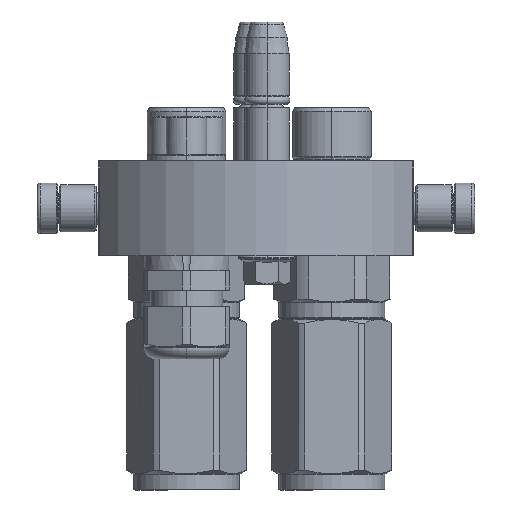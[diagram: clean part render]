
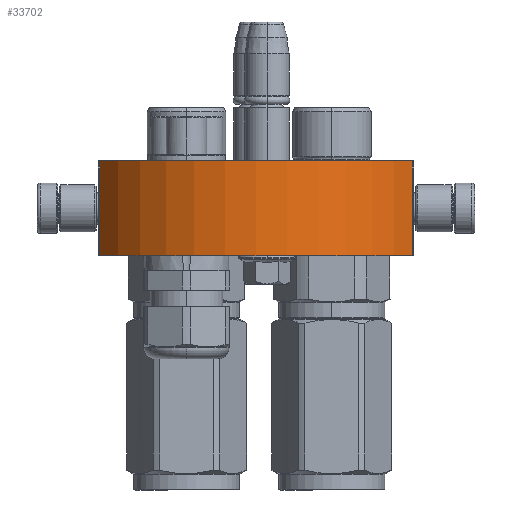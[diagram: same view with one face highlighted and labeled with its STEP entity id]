
A CAD part, left-side view. The second image highlights one B-rep face of the part: STEP entity #33702.
In plain terms, the highlighted cylindrical face has radius 57.25 mm (diameter 114.5 mm), a partial arc.
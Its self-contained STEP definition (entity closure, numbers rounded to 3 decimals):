
#2386 = VERTEX_POINT ( 'NONE', #2866 ) ;
#2866 = CARTESIAN_POINT ( 'NONE',  ( -49.5, 0., -28.763 ) ) ;
#2994 = FACE_OUTER_BOUND ( 'NONE', #39087, .T. ) ;
#7690 = LINE ( 'NONE', #27408, #16129 ) ;
#9658 = CYLINDRICAL_SURFACE ( 'NONE', #68343, 57.25 ) ;
#9831 = EDGE_CURVE ( 'NONE', #64338, #36309, #7690, .T. ) ;
#10922 = DIRECTION ( 'NONE',  ( 0., 1., 0. ) ) ;
#15151 = DIRECTION ( 'NONE',  ( 0., -1., 0. ) ) ;
#16129 = VECTOR ( 'NONE', #32340, 1000. ) ;
#16293 = CARTESIAN_POINT ( 'NONE',  ( 49.5, 0., -28.763 ) ) ;
#19414 = ORIENTED_EDGE ( 'NONE', *, *, #9831, .F. ) ;
#19777 = AXIS2_PLACEMENT_3D ( 'NONE', #29696, #19849, #40425 ) ;
#19849 = DIRECTION ( 'NONE',  ( 0., 1., 0. ) ) ;
#20263 = EDGE_CURVE ( 'NONE', #64338, #2386, #58931, .T. ) ;
#20762 = CARTESIAN_POINT ( 'NONE',  ( 0., 0., 0. ) ) ;
#22956 = EDGE_CURVE ( 'NONE', #36309, #55421, #27485, .T. ) ;
#27408 = CARTESIAN_POINT ( 'NONE',  ( 49.5, 0., -28.763 ) ) ;
#27485 = CIRCLE ( 'NONE', #19777, 57.25 ) ;
#29696 = CARTESIAN_POINT ( 'NONE',  ( 0., 30., 0. ) ) ;
#32260 = VECTOR ( 'NONE', #57111, 1000. ) ;
#32340 = DIRECTION ( 'NONE',  ( 0., 1., 0. ) ) ;
#33702 = ADVANCED_FACE ( 'NONE', ( #2994 ), #9658, .T. ) ;
#36309 = VERTEX_POINT ( 'NONE', #50208 ) ;
#39087 = EDGE_LOOP ( 'NONE', ( #53990, #19414, #59898, #52334 ) ) ;
#40425 = DIRECTION ( 'NONE',  ( 0.865, 0., -0.502 ) ) ;
#44727 = LINE ( 'NONE', #62214, #32260 ) ;
#48367 = DIRECTION ( 'NONE',  ( 0.865, 0., -0.502 ) ) ;
#50208 = CARTESIAN_POINT ( 'NONE',  ( 49.5, 30., -28.763 ) ) ;
#52334 = ORIENTED_EDGE ( 'NONE', *, *, #53283, .T. ) ;
#52525 = DIRECTION ( 'NONE',  ( 1., 0., 0. ) ) ;
#53283 = EDGE_CURVE ( 'NONE', #2386, #55421, #44727, .T. ) ;
#53990 = ORIENTED_EDGE ( 'NONE', *, *, #22956, .F. ) ;
#55421 = VERTEX_POINT ( 'NONE', #65286 ) ;
#57111 = DIRECTION ( 'NONE',  ( 0., 1., 0. ) ) ;
#58931 = CIRCLE ( 'NONE', #68662, 57.25 ) ;
#59072 = CARTESIAN_POINT ( 'NONE',  ( 0., 0., 0. ) ) ;
#59898 = ORIENTED_EDGE ( 'NONE', *, *, #20263, .T. ) ;
#62214 = CARTESIAN_POINT ( 'NONE',  ( -49.5, 0., -28.763 ) ) ;
#64338 = VERTEX_POINT ( 'NONE', #16293 ) ;
#65286 = CARTESIAN_POINT ( 'NONE',  ( -49.5, 30., -28.763 ) ) ;
#68343 = AXIS2_PLACEMENT_3D ( 'NONE', #20762, #15151, #52525 ) ;
#68662 = AXIS2_PLACEMENT_3D ( 'NONE', #59072, #10922, #48367 ) ;
